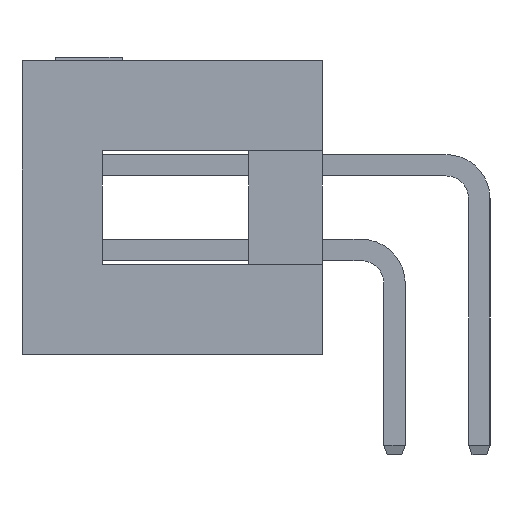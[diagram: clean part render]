
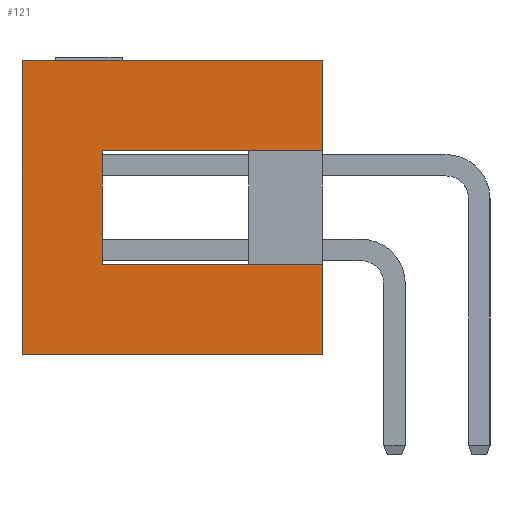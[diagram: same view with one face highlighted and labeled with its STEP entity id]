
A CAD part, left-side view. The second image highlights one B-rep face of the part: STEP entity #121.
In plain terms, the highlighted planar face has unit normal (-1, 0, 0).
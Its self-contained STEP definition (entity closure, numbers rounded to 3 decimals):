
#121=ADVANCED_FACE('',(#6373),#6375,.T.);
#6373=FACE_BOUND('',#6374,.T.);
#6374=EDGE_LOOP('',(#11362,#11363,#11364,#11365,#11366,#11367,#11368,#11369));
#6375=PLANE('',#6376);
#6376=AXIS2_PLACEMENT_3D('',#6377,#6378,#6379);
#6377=CARTESIAN_POINT('',(-5.17,0.,0.));
#6378=DIRECTION('',(-1.,0.,0.));
#6379=DIRECTION('',(0.,0.,1.));
#11362=ORIENTED_EDGE('',*,*,#14676,.T.);
#11363=ORIENTED_EDGE('',*,*,#14677,.T.);
#11364=ORIENTED_EDGE('',*,*,#14645,.T.);
#11365=ORIENTED_EDGE('',*,*,#14675,.T.);
#11366=ORIENTED_EDGE('',*,*,#14678,.T.);
#11367=ORIENTED_EDGE('',*,*,#14679,.T.);
#11368=ORIENTED_EDGE('',*,*,#14680,.T.);
#11369=ORIENTED_EDGE('',*,*,#14681,.T.);
#14645=EDGE_CURVE('',#16312,#16310,#16313,.T.);
#14675=EDGE_CURVE('',#16310,#16363,#16365,.T.);
#14676=EDGE_CURVE('',#16366,#16367,#16368,.F.);
#14677=EDGE_CURVE('',#16367,#16312,#16369,.T.);
#14678=EDGE_CURVE('',#16363,#16370,#16371,.T.);
#14679=EDGE_CURVE('',#16370,#16372,#16373,.T.);
#14680=EDGE_CURVE('',#16372,#16374,#16375,.F.);
#14681=EDGE_CURVE('',#16374,#16366,#16376,.F.);
#16310=VERTEX_POINT('',#19003);
#16312=VERTEX_POINT('',#19007);
#16313=LINE('',#19008,#19009);
#16363=VERTEX_POINT('',#19116);
#16365=LINE('',#19120,#19121);
#16366=VERTEX_POINT('',#19123);
#16367=VERTEX_POINT('',#19124);
#16368=LINE('',#19125,#19126);
#16369=LINE('',#19128,#19129);
#16370=VERTEX_POINT('',#19131);
#16371=LINE('',#19132,#19133);
#16372=VERTEX_POINT('',#19135);
#16373=LINE('',#19136,#19137);
#16374=VERTEX_POINT('',#19139);
#16375=LINE('',#19140,#19141);
#16376=LINE('',#19143,#19144);
#19003=CARTESIAN_POINT('',(-5.17,13.7,8.8));
#19007=CARTESIAN_POINT('',(-5.17,4.7,8.8));
#19008=CARTESIAN_POINT('',(-5.17,4.7,8.8));
#19009=VECTOR('',#19010,1.);
#19010=DIRECTION('',(0.,1.,0.));
#19116=CARTESIAN_POINT('',(-5.17,13.7,0.));
#19120=CARTESIAN_POINT('',(-5.17,13.7,8.8));
#19121=VECTOR('',#19122,1.);
#19122=DIRECTION('',(0.,0.,-1.));
#19123=CARTESIAN_POINT('',(-5.17,11.3,6.1));
#19124=CARTESIAN_POINT('',(-5.17,4.7,6.1));
#19125=CARTESIAN_POINT('',(-5.17,4.7,6.1));
#19126=VECTOR('',#19127,1.);
#19127=DIRECTION('',(0.,1.,0.));
#19128=CARTESIAN_POINT('',(-5.17,4.7,6.1));
#19129=VECTOR('',#19130,1.);
#19130=DIRECTION('',(0.,0.,1.));
#19131=CARTESIAN_POINT('',(-5.17,4.7,0.));
#19132=CARTESIAN_POINT('',(-5.17,13.7,0.));
#19133=VECTOR('',#19134,1.);
#19134=DIRECTION('',(0.,-1.,0.));
#19135=CARTESIAN_POINT('',(-5.17,4.7,2.7));
#19136=CARTESIAN_POINT('',(-5.17,4.7,0.));
#19137=VECTOR('',#19138,1.);
#19138=DIRECTION('',(0.,0.,1.));
#19139=CARTESIAN_POINT('',(-5.17,11.3,2.7));
#19140=CARTESIAN_POINT('',(-5.17,11.3,2.7));
#19141=VECTOR('',#19142,1.);
#19142=DIRECTION('',(0.,-1.,0.));
#19143=CARTESIAN_POINT('',(-5.17,11.3,6.1));
#19144=VECTOR('',#19145,1.);
#19145=DIRECTION('',(0.,0.,-1.));
